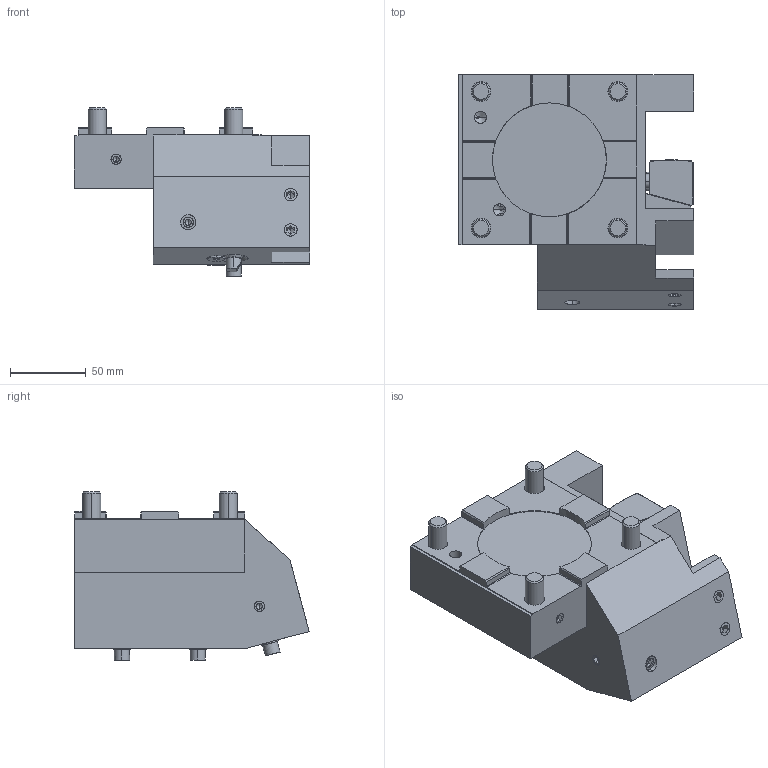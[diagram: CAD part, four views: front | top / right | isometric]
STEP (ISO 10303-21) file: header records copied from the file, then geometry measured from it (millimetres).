
FILE_DESCRIPTION (( 'STEP AP203' ), '1' );
FILE_NAME ('04-1160.STEP', '2023-11-21T20:51:35', ( '' ), ( '' ), 'SwSTEP 2.0', 'SolidWorks 2022', '' );
FILE_SCHEMA (( 'CONFIG_CONTROL_DESIGN' ));
Length unit declared in the file: inch
Products named in the file (1): 04-1160
Bounding box: 155 x 154.3 x 111.1 mm (x, y, z)
Surface area: 157712.8 mm2 (no closed solid volume)
Topology: 0 solids, 36 shells, 1338 faces, 3582 edges, 2272 vertices
Faces by surface type: plane 992, cylinder 171, cone 151, bspline 24
Entity records: 42732 total; most frequent: CARTESIAN_POINT 9751, ORIENTED_EDGE 6902, DIRECTION 6523, EDGE_CURVE 3506, VECTOR 2779, LINE 2779, VERTEX_POINT 2272, AXIS2_PLACEMENT_3D 1872
